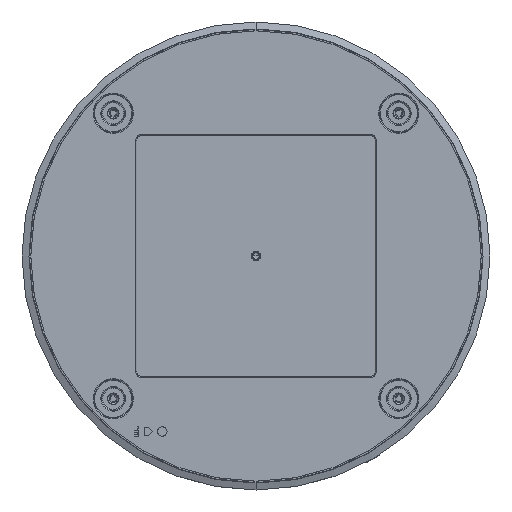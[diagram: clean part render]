
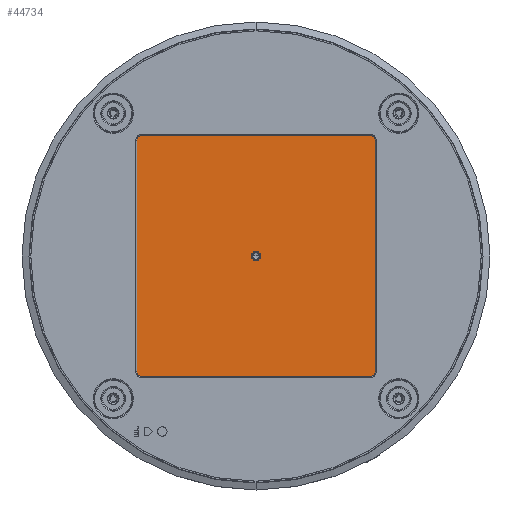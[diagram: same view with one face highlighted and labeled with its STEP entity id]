
A CAD part, front view. The second image highlights one B-rep face of the part: STEP entity #44734.
In plain terms, the highlighted planar face has unit normal (0, -1, 0).
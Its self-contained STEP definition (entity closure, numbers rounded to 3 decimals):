
#1020 = VERTEX_POINT ( 'NONE', #18979 ) ;
#1544 = ORIENTED_EDGE ( 'NONE', *, *, #54685, .T. ) ;
#1579 = EDGE_CURVE ( 'NONE', #55660, #67282, #48554, .T. ) ;
#3660 = PLANE ( 'NONE',  #71064 ) ;
#3787 = EDGE_LOOP ( 'NONE', ( #73658, #38942, #61513, #5877, #12141, #7650, #1544, #6895 ) ) ;
#4094 = DIRECTION ( 'NONE',  ( -1., 0., 0. ) ) ;
#4265 = DIRECTION ( 'NONE',  ( 0., 1., 0. ) ) ;
#4329 = CARTESIAN_POINT ( 'NONE',  ( -24.5, 0.4, 24.75 ) ) ;
#4533 = EDGE_CURVE ( 'NONE', #18084, #48368, #5185, .T. ) ;
#5185 = CIRCLE ( 'NONE', #56651, 0.965 ) ;
#5877 = ORIENTED_EDGE ( 'NONE', *, *, #38613, .T. ) ;
#5909 = CARTESIAN_POINT ( 'NONE',  ( 0., 0.4, -0.987 ) ) ;
#6022 = EDGE_CURVE ( 'NONE', #65127, #18084, #67873, .T. ) ;
#6604 = CIRCLE ( 'NONE', #60555, 0.965 ) ;
#6895 = ORIENTED_EDGE ( 'NONE', *, *, #18866, .T. ) ;
#7451 = CIRCLE ( 'NONE', #35167, 0.987 ) ;
#7650 = ORIENTED_EDGE ( 'NONE', *, *, #52185, .T. ) ;
#7823 = CARTESIAN_POINT ( 'NONE',  ( 0., 0.4, 0. ) ) ;
#8220 = CARTESIAN_POINT ( 'NONE',  ( -24.5, 0.4, -25.715 ) ) ;
#9805 = EDGE_CURVE ( 'NONE', #52758, #65127, #6604, .T. ) ;
#9835 = CARTESIAN_POINT ( 'NONE',  ( -24.5, 0.4, -25.715 ) ) ;
#12141 = ORIENTED_EDGE ( 'NONE', *, *, #12472, .T. ) ;
#12455 = VECTOR ( 'NONE', #4094, 1000. ) ;
#12472 = EDGE_CURVE ( 'NONE', #49455, #20611, #49848, .T. ) ;
#13827 = DIRECTION ( 'NONE',  ( 0., 0., 1. ) ) ;
#14775 = CARTESIAN_POINT ( 'NONE',  ( -25.465, 0.4, 24.75 ) ) ;
#15119 = DIRECTION ( 'NONE',  ( 0., 0., 1. ) ) ;
#15553 = DIRECTION ( 'NONE',  ( 0., 0., 1. ) ) ;
#16504 = LINE ( 'NONE', #27050, #26600 ) ;
#18084 = VERTEX_POINT ( 'NONE', #66236 ) ;
#18275 = CARTESIAN_POINT ( 'NONE',  ( 24.5, 0.4, 24.75 ) ) ;
#18699 = CARTESIAN_POINT ( 'NONE',  ( 24.5, 0.4, 25.715 ) ) ;
#18866 = EDGE_CURVE ( 'NONE', #1020, #52758, #16504, .T. ) ;
#18979 = CARTESIAN_POINT ( 'NONE',  ( 25.465, 0.4, -24.75 ) ) ;
#19102 = DIRECTION ( 'NONE',  ( 1., 0., 0. ) ) ;
#19635 = EDGE_CURVE ( 'NONE', #67282, #55660, #7451, .T. ) ;
#20611 = VERTEX_POINT ( 'NONE', #9835 ) ;
#21687 = CARTESIAN_POINT ( 'NONE',  ( -24.5, 0.4, 25.715 ) ) ;
#23384 = AXIS2_PLACEMENT_3D ( 'NONE', #7823, #65622, #13827 ) ;
#26299 = DIRECTION ( 'NONE',  ( 0., 0., 1. ) ) ;
#26600 = VECTOR ( 'NONE', #26299, 1000. ) ;
#26645 = CARTESIAN_POINT ( 'NONE',  ( 24.5, 0.4, -25.715 ) ) ;
#27050 = CARTESIAN_POINT ( 'NONE',  ( 25.465, 0.4, -24.75 ) ) ;
#27090 = AXIS2_PLACEMENT_3D ( 'NONE', #45324, #46439, #56559 ) ;
#27296 = DIRECTION ( 'NONE',  ( 0., 1., 0. ) ) ;
#29080 = CIRCLE ( 'NONE', #66246, 0.965 ) ;
#31438 = EDGE_LOOP ( 'NONE', ( #37004, #57417 ) ) ;
#35167 = AXIS2_PLACEMENT_3D ( 'NONE', #39157, #4265, #15119 ) ;
#36358 = CARTESIAN_POINT ( 'NONE',  ( 24.5, 0.4, -24.75 ) ) ;
#37004 = ORIENTED_EDGE ( 'NONE', *, *, #1579, .T. ) ;
#38184 = CARTESIAN_POINT ( 'NONE',  ( 24.5, 0.4, 24.75 ) ) ;
#38613 = EDGE_CURVE ( 'NONE', #48368, #49455, #45472, .T. ) ;
#38942 = ORIENTED_EDGE ( 'NONE', *, *, #6022, .T. ) ;
#39157 = CARTESIAN_POINT ( 'NONE',  ( 0., 0.4, 0. ) ) ;
#39485 = CARTESIAN_POINT ( 'NONE',  ( -25.465, 0.4, -24.75 ) ) ;
#41187 = VECTOR ( 'NONE', #19102, 1000. ) ;
#42072 = CARTESIAN_POINT ( 'NONE',  ( 0., 0.4, 0.987 ) ) ;
#43081 = DIRECTION ( 'NONE',  ( 0., 0., 1. ) ) ;
#44520 = CARTESIAN_POINT ( 'NONE',  ( 25.465, 0.4, 24.75 ) ) ;
#44734 = ADVANCED_FACE ( 'NONE', ( #71588, #65944 ), #3660, .F. ) ;
#45324 = CARTESIAN_POINT ( 'NONE',  ( -24.5, 0.4, -24.75 ) ) ;
#45472 = LINE ( 'NONE', #39485, #50774 ) ;
#46439 = DIRECTION ( 'NONE',  ( 0., -1., 0. ) ) ;
#46932 = DIRECTION ( 'NONE',  ( 0., 0., -1. ) ) ;
#48368 = VERTEX_POINT ( 'NONE', #14775 ) ;
#48554 = CIRCLE ( 'NONE', #23384, 0.987 ) ;
#48684 = CARTESIAN_POINT ( 'NONE',  ( -25.465, 0.4, -24.75 ) ) ;
#49455 = VERTEX_POINT ( 'NONE', #48684 ) ;
#49848 = CIRCLE ( 'NONE', #27090, 0.965 ) ;
#50169 = DIRECTION ( 'NONE',  ( 0., 0., 1. ) ) ;
#50774 = VECTOR ( 'NONE', #46932, 1000. ) ;
#52185 = EDGE_CURVE ( 'NONE', #20611, #64949, #70902, .T. ) ;
#52758 = VERTEX_POINT ( 'NONE', #44520 ) ;
#54685 = EDGE_CURVE ( 'NONE', #64949, #1020, #29080, .T. ) ;
#54724 = DIRECTION ( 'NONE',  ( 0., -1., 0. ) ) ;
#55660 = VERTEX_POINT ( 'NONE', #42072 ) ;
#56559 = DIRECTION ( 'NONE',  ( 0., 0., 1. ) ) ;
#56651 = AXIS2_PLACEMENT_3D ( 'NONE', #4329, #61721, #15553 ) ;
#56995 = DIRECTION ( 'NONE',  ( 0., 0., 1. ) ) ;
#57417 = ORIENTED_EDGE ( 'NONE', *, *, #19635, .T. ) ;
#58458 = DIRECTION ( 'NONE',  ( 0., -1., 0. ) ) ;
#60555 = AXIS2_PLACEMENT_3D ( 'NONE', #18275, #58458, #56995 ) ;
#61513 = ORIENTED_EDGE ( 'NONE', *, *, #4533, .T. ) ;
#61721 = DIRECTION ( 'NONE',  ( 0., -1., 0. ) ) ;
#64949 = VERTEX_POINT ( 'NONE', #26645 ) ;
#65127 = VERTEX_POINT ( 'NONE', #18699 ) ;
#65622 = DIRECTION ( 'NONE',  ( 0., 1., 0. ) ) ;
#65944 = FACE_OUTER_BOUND ( 'NONE', #3787, .T. ) ;
#66236 = CARTESIAN_POINT ( 'NONE',  ( -24.5, 0.4, 25.715 ) ) ;
#66246 = AXIS2_PLACEMENT_3D ( 'NONE', #36358, #54724, #43081 ) ;
#67282 = VERTEX_POINT ( 'NONE', #5909 ) ;
#67873 = LINE ( 'NONE', #21687, #12455 ) ;
#70902 = LINE ( 'NONE', #8220, #41187 ) ;
#71064 = AXIS2_PLACEMENT_3D ( 'NONE', #38184, #27296, #50169 ) ;
#71588 = FACE_BOUND ( 'NONE', #31438, .T. ) ;
#73658 = ORIENTED_EDGE ( 'NONE', *, *, #9805, .T. ) ;
